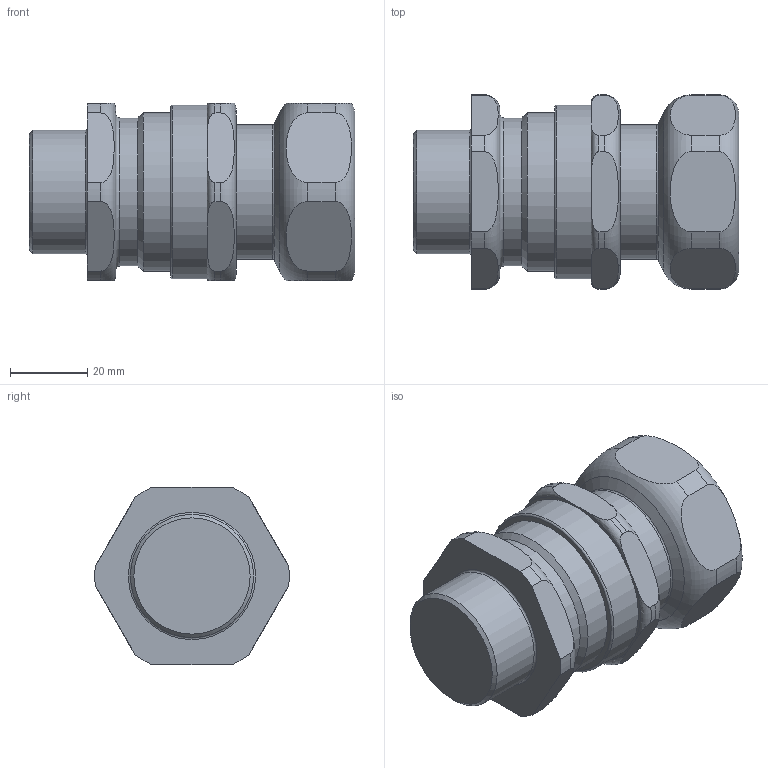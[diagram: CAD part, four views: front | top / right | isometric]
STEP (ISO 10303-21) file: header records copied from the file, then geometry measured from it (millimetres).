
FILE_DESCRIPTION(/* description */ (''),/* implementation_level */ '2;1');
FILE_NAME(/* name */ 'SB 474 C.stp',/* time_stamp */ '2021-04-14T23:29:51+06:00',/* author */ ('vinaykumark'),/* organization */ (''),/* preprocessor_version */ 'ST-DEVELOPER v18',/* originating_system */ 'Autodesk Inventor 2020',/* authorisation */ '');
FILE_SCHEMA (('AUTOMOTIVE_DESIGN { 1 0 10303 214 3 1 1 }'));
Length unit declared in the file: inch
Products named in the file (1): SB 474 C
Bounding box: 84.5 x 50.47 x 46 mm (x, y, z)
Volume: 129336.3 mm3; surface area: 29139.4 mm2
Topology: 5 solids, 5 shells, 82 faces, 225 edges, 158 vertices
Faces by surface type: plane 33, cylinder 27, torus 16, cone 6
Full cylindrical faces by diameter (mm): 26.5 x1, 32 x1, 32.9 x1, 33.4 x1, 34.85 x2, 38.4 x1, 41.275 x1, 45.15 x1
Entity records: 3480 total; most frequent: CARTESIAN_POINT 1179, DIRECTION 465, ORIENTED_EDGE 450, EDGE_CURVE 225, AXIS2_PLACEMENT_3D 201, VERTEX_POINT 158, CIRCLE 118, EDGE_LOOP 87
